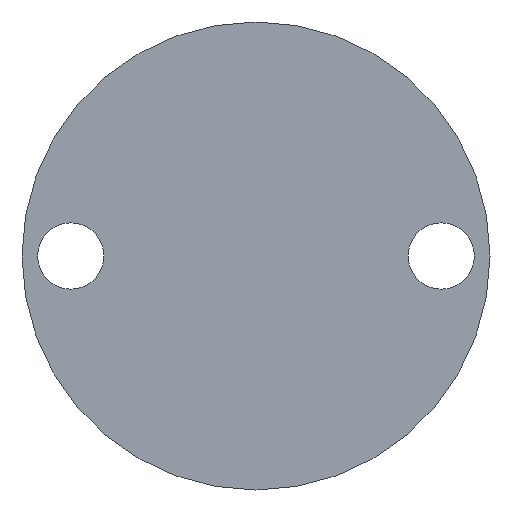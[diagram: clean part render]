
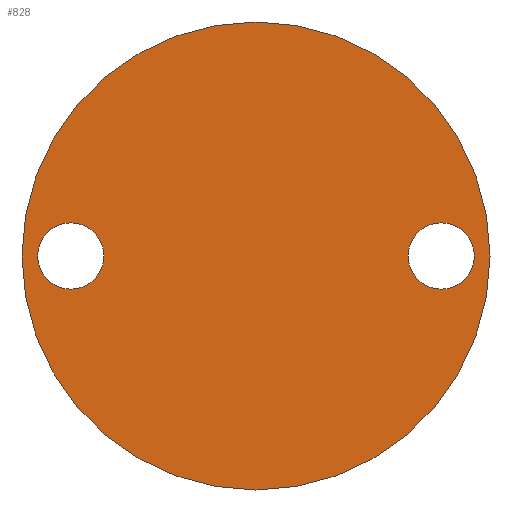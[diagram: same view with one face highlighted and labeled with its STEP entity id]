
A CAD part, front view. The second image highlights one B-rep face of the part: STEP entity #828.
In plain terms, the highlighted planar face has unit normal (0, -1, 0).
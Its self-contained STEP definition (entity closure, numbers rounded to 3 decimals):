
#11 = ORIENTED_EDGE ( 'NONE', *, *, #1528, .T. ) ;
#20 = EDGE_LOOP ( 'NONE', ( #685, #1278 ) ) ;
#28 = CARTESIAN_POINT ( 'NONE',  ( -28., 0., 0. ) ) ;
#32 = VERTEX_POINT ( 'NONE', #224 ) ;
#97 = CARTESIAN_POINT ( 'NONE',  ( 28., 0., 0. ) ) ;
#140 = CARTESIAN_POINT ( 'NONE',  ( 19.5, 0., 0. ) ) ;
#223 = CARTESIAN_POINT ( 'NONE',  ( 0., 0., 0. ) ) ;
#224 = CARTESIAN_POINT ( 'NONE',  ( -30., 0., 0. ) ) ;
#241 = CIRCLE ( 'NONE', #530, 4.25 ) ;
#295 = VERTEX_POINT ( 'NONE', #97 ) ;
#319 = DIRECTION ( 'NONE',  ( -1., 0., 0. ) ) ;
#332 = DIRECTION ( 'NONE',  ( 0., 1., 0. ) ) ;
#368 = DIRECTION ( 'NONE',  ( -1., 0., 0. ) ) ;
#437 = ORIENTED_EDGE ( 'NONE', *, *, #1681, .T. ) ;
#501 = EDGE_CURVE ( 'NONE', #295, #1321, #1027, .T. ) ;
#530 = AXIS2_PLACEMENT_3D ( 'NONE', #1348, #1197, #592 ) ;
#538 = CARTESIAN_POINT ( 'NONE',  ( 23.75, 0., 0. ) ) ;
#562 = AXIS2_PLACEMENT_3D ( 'NONE', #721, #1337, #319 ) ;
#592 = DIRECTION ( 'NONE',  ( -1., 0., 0. ) ) ;
#641 = DIRECTION ( 'NONE',  ( 0., -1., 0. ) ) ;
#652 = PLANE ( 'NONE',  #1877 ) ;
#658 = CIRCLE ( 'NONE', #562, 4.25 ) ;
#671 = VERTEX_POINT ( 'NONE', #1064 ) ;
#672 = DIRECTION ( 'NONE',  ( 0., 1., 0. ) ) ;
#685 = ORIENTED_EDGE ( 'NONE', *, *, #1085, .T. ) ;
#721 = CARTESIAN_POINT ( 'NONE',  ( -23.75, 0., 0. ) ) ;
#811 = FACE_OUTER_BOUND ( 'NONE', #1281, .T. ) ;
#828 = ADVANCED_FACE ( 'NONE', ( #1732, #1133, #811 ), #652, .F. ) ;
#881 = VERTEX_POINT ( 'NONE', #28 ) ;
#911 = DIRECTION ( 'NONE',  ( 0., 1., 0. ) ) ;
#956 = CIRCLE ( 'NONE', #1204, 30. ) ;
#1027 = CIRCLE ( 'NONE', #1862, 4.25 ) ;
#1054 = EDGE_LOOP ( 'NONE', ( #437, #1918 ) ) ;
#1064 = CARTESIAN_POINT ( 'NONE',  ( -19.5, 0., 0. ) ) ;
#1085 = EDGE_CURVE ( 'NONE', #881, #671, #1593, .T. ) ;
#1093 = CARTESIAN_POINT ( 'NONE',  ( 0., 0., 0. ) ) ;
#1103 = CARTESIAN_POINT ( 'NONE',  ( 30., 0., 0. ) ) ;
#1133 = FACE_BOUND ( 'NONE', #1054, .T. ) ;
#1171 = CIRCLE ( 'NONE', #1851, 30. ) ;
#1197 = DIRECTION ( 'NONE',  ( 0., 1., 0. ) ) ;
#1204 = AXIS2_PLACEMENT_3D ( 'NONE', #1404, #641, #1251 ) ;
#1208 = CARTESIAN_POINT ( 'NONE',  ( -23.75, 0., 0. ) ) ;
#1251 = DIRECTION ( 'NONE',  ( 1., 0., 0. ) ) ;
#1278 = ORIENTED_EDGE ( 'NONE', *, *, #1803, .T. ) ;
#1281 = EDGE_LOOP ( 'NONE', ( #1422, #11 ) ) ;
#1321 = VERTEX_POINT ( 'NONE', #140 ) ;
#1337 = DIRECTION ( 'NONE',  ( 0., 1., 0. ) ) ;
#1348 = CARTESIAN_POINT ( 'NONE',  ( 23.75, 0., 0. ) ) ;
#1380 = DIRECTION ( 'NONE',  ( 1., 0., 0. ) ) ;
#1389 = EDGE_CURVE ( 'NONE', #1473, #32, #1171, .T. ) ;
#1404 = CARTESIAN_POINT ( 'NONE',  ( 0., 0., 0. ) ) ;
#1422 = ORIENTED_EDGE ( 'NONE', *, *, #1389, .T. ) ;
#1434 = DIRECTION ( 'NONE',  ( -1., 0., 0. ) ) ;
#1473 = VERTEX_POINT ( 'NONE', #1103 ) ;
#1522 = DIRECTION ( 'NONE',  ( -1., 0., 0. ) ) ;
#1528 = EDGE_CURVE ( 'NONE', #32, #1473, #956, .T. ) ;
#1593 = CIRCLE ( 'NONE', #1946, 4.25 ) ;
#1681 = EDGE_CURVE ( 'NONE', #1321, #295, #241, .T. ) ;
#1707 = DIRECTION ( 'NONE',  ( 0., -1., 0. ) ) ;
#1732 = FACE_BOUND ( 'NONE', #20, .T. ) ;
#1803 = EDGE_CURVE ( 'NONE', #671, #881, #658, .T. ) ;
#1851 = AXIS2_PLACEMENT_3D ( 'NONE', #1093, #1707, #1380 ) ;
#1862 = AXIS2_PLACEMENT_3D ( 'NONE', #538, #672, #1434 ) ;
#1877 = AXIS2_PLACEMENT_3D ( 'NONE', #223, #332, #368 ) ;
#1918 = ORIENTED_EDGE ( 'NONE', *, *, #501, .T. ) ;
#1946 = AXIS2_PLACEMENT_3D ( 'NONE', #1208, #911, #1522 ) ;
